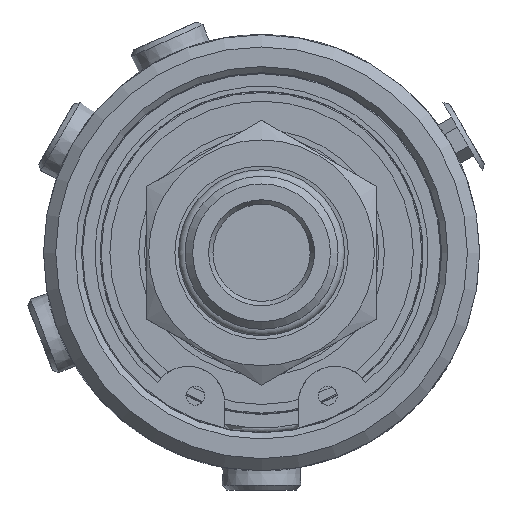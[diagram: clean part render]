
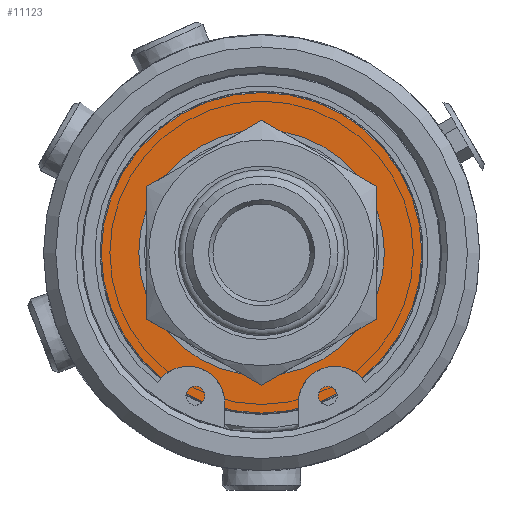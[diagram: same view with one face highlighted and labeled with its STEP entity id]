
A CAD part, left-side view. The second image highlights one B-rep face of the part: STEP entity #11123.
In plain terms, the highlighted planar face has unit normal (-1, 0, 0).
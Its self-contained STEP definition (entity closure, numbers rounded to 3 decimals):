
#270=FACE_BOUND('',#2043,.T.);
#708=PLANE('',#11889);
#1331=FACE_OUTER_BOUND('',#2042,.T.);
#2042=EDGE_LOOP('',(#10015));
#2043=EDGE_LOOP('',(#10016));
#4118=CIRCLE('',#11888,16.05);
#4119=CIRCLE('',#11890,20.95);
#5185=VERTEX_POINT('',#26586);
#5186=VERTEX_POINT('',#26590);
#6804=EDGE_CURVE('',#5185,#5185,#4118,.T.);
#6805=EDGE_CURVE('',#5186,#5186,#4119,.T.);
#10015=ORIENTED_EDGE('',*,*,#6805,.F.);
#10016=ORIENTED_EDGE('',*,*,#6804,.T.);
#11123=ADVANCED_FACE('',(#1331,#270),#708,.T.);
#11888=AXIS2_PLACEMENT_3D('',#26588,#13890,#13891);
#11889=AXIS2_PLACEMENT_3D('',#26589,#13892,#13893);
#11890=AXIS2_PLACEMENT_3D('',#26591,#13894,#13895);
#13890=DIRECTION('center_axis',(1.,0.,0.));
#13891=DIRECTION('ref_axis',(0.,-1.,0.));
#13892=DIRECTION('center_axis',(-1.,0.,0.));
#13893=DIRECTION('ref_axis',(0.,1.,0.));
#13894=DIRECTION('center_axis',(1.,0.,0.));
#13895=DIRECTION('ref_axis',(0.,-1.,0.));
#26586=CARTESIAN_POINT('',(35.085,16.05,0.));
#26588=CARTESIAN_POINT('Origin',(35.085,0.,0.));
#26589=CARTESIAN_POINT('Origin',(35.085,-18.5,0.));
#26590=CARTESIAN_POINT('',(35.085,20.95,0.));
#26591=CARTESIAN_POINT('Origin',(35.085,0.,0.));
